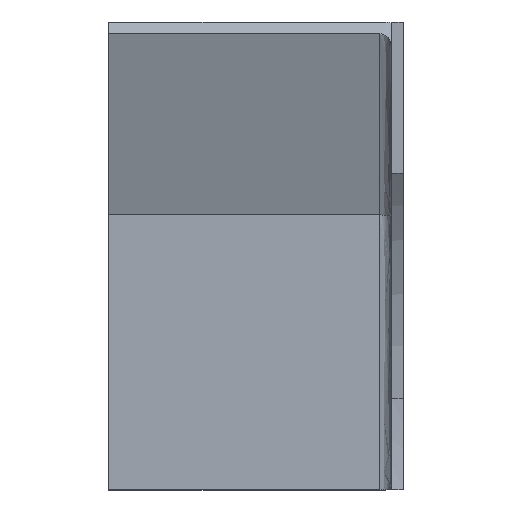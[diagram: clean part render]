
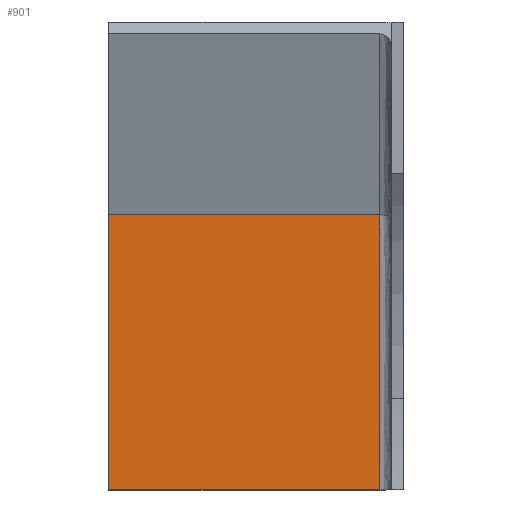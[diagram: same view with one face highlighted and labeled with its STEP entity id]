
A CAD part, top view. The second image highlights one B-rep face of the part: STEP entity #901.
In plain terms, the highlighted free-form (B-spline) face has degree [1, 1] with [2, 2] control points.
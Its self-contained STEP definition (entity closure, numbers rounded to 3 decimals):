
#32 = EDGE_CURVE ( 'NONE', #777, #434, #779, .T. ) ;
#37 = B_SPLINE_CURVE_WITH_KNOTS ( 'NONE', 1,
 ( #175, #327 ),
 .UNSPECIFIED., .F., .F.,
 ( 2, 2 ),
 ( 0., 1. ),
 .UNSPECIFIED. ) ;
#42 = CARTESIAN_POINT ( 'NONE',  ( 460., -155.482, -671.771 ) ) ;
#68 = ORIENTED_EDGE ( 'NONE', *, *, #248, .T. ) ;
#97 = ORIENTED_EDGE ( 'NONE', *, *, #32, .F. ) ;
#127 = CARTESIAN_POINT ( 'NONE',  ( 460., -155.482, -671.771 ) ) ;
#175 = CARTESIAN_POINT ( 'NONE',  ( 460., 311.144, -671.771 ) ) ;
#185 = CARTESIAN_POINT ( 'NONE',  ( 0., -155.482, -671.771 ) ) ;
#191 = CARTESIAN_POINT ( 'NONE',  ( 0., -155.482, -671.771 ) ) ;
#248 = EDGE_CURVE ( 'NONE', #777, #823, #37, .T. ) ;
#266 = CARTESIAN_POINT ( 'NONE',  ( 0., -155.482, -671.771 ) ) ;
#278 = CARTESIAN_POINT ( 'NONE',  ( 0., 311.144, -671.771 ) ) ;
#327 = CARTESIAN_POINT ( 'NONE',  ( 0., 311.144, -671.771 ) ) ;
#331 = CARTESIAN_POINT ( 'NONE',  ( 460., 311.144, -671.771 ) ) ;
#344 = CARTESIAN_POINT ( 'NONE',  ( 0., 311.144, -671.771 ) ) ;
#410 = CARTESIAN_POINT ( 'NONE',  ( 460., 311.144, -671.771 ) ) ;
#413 = EDGE_LOOP ( 'NONE', ( #769, #97, #68, #465 ) ) ;
#419 = EDGE_CURVE ( 'NONE', #455, #434, #615, .T. ) ;
#434 = VERTEX_POINT ( 'NONE', #822 ) ;
#455 = VERTEX_POINT ( 'NONE', #191 ) ;
#457 = EDGE_CURVE ( 'NONE', #823, #455, #491, .T. ) ;
#465 = ORIENTED_EDGE ( 'NONE', *, *, #457, .T. ) ;
#491 = B_SPLINE_CURVE_WITH_KNOTS ( 'NONE', 1,
 ( #344, #185 ),
 .UNSPECIFIED., .F., .F.,
 ( 2, 2 ),
 ( 0., 1. ),
 .UNSPECIFIED. ) ;
#554 = CARTESIAN_POINT ( 'NONE',  ( 0., 311.144, -671.771 ) ) ;
#615 = B_SPLINE_CURVE_WITH_KNOTS ( 'NONE', 1,
 ( #266, #42 ),
 .UNSPECIFIED., .F., .F.,
 ( 2, 2 ),
 ( 0., 1. ),
 .UNSPECIFIED. ) ;
#655 = CARTESIAN_POINT ( 'NONE',  ( 460., 311.144, -671.771 ) ) ;
#677 = CARTESIAN_POINT ( 'NONE',  ( 0., -155.482, -671.771 ) ) ;
#751 = FACE_OUTER_BOUND ( 'NONE', #413, .T. ) ;
#769 = ORIENTED_EDGE ( 'NONE', *, *, #419, .T. ) ;
#777 = VERTEX_POINT ( 'NONE', #331 ) ;
#779 = B_SPLINE_CURVE_WITH_KNOTS ( 'NONE', 1,
 ( #655, #882 ),
 .UNSPECIFIED., .F., .F.,
 ( 2, 2 ),
 ( -1., 0. ),
 .UNSPECIFIED. ) ;
#822 = CARTESIAN_POINT ( 'NONE',  ( 460., -155.482, -671.771 ) ) ;
#823 = VERTEX_POINT ( 'NONE', #554 ) ;
#833 = B_SPLINE_SURFACE_WITH_KNOTS ( 'NONE', 1, 1, ( 
 ( #410, #127 ),
 ( #278, #677 ) ),
 .UNSPECIFIED., .F., .F., .F.,
 ( 2, 2 ),
 ( 2, 2 ),
 ( 0., 1. ),
 ( 0., 1. ),
 .UNSPECIFIED. ) ;
#882 = CARTESIAN_POINT ( 'NONE',  ( 460., -155.482, -671.771 ) ) ;
#901 = ADVANCED_FACE ( 'NONE', ( #751 ), #833, .T. ) ;
